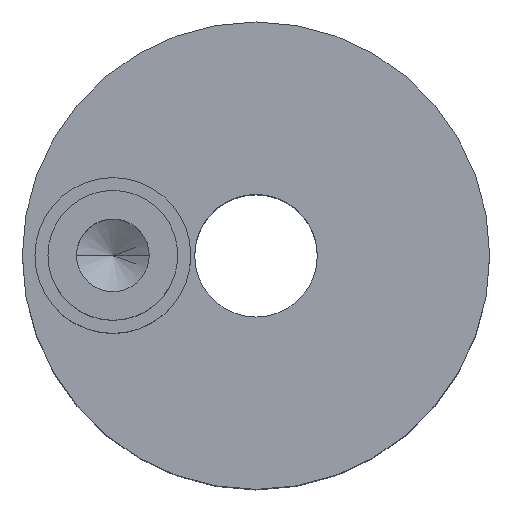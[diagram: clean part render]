
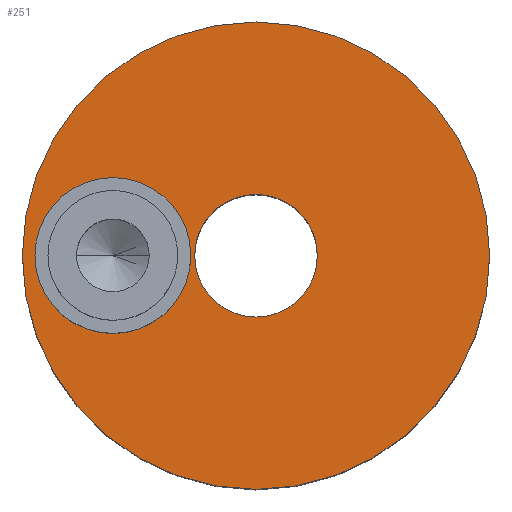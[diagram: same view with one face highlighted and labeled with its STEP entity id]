
A CAD part, top view. The second image highlights one B-rep face of the part: STEP entity #251.
In plain terms, the highlighted planar face has unit normal (0, 0, 1).
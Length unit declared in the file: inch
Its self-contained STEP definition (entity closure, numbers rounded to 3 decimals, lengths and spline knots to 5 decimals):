
#15 = CARTESIAN_POINT ( 'NONE',  ( 0.225, 0., 0.33031 ) ) ;
#29 = ORIENTED_EDGE ( 'NONE', *, *, #440, .F. ) ;
#30 = AXIS2_PLACEMENT_3D ( 'NONE', #35, #312, #212 ) ;
#31 = DIRECTION ( 'NONE',  ( 0., 0., 1. ) ) ;
#35 = CARTESIAN_POINT ( 'NONE',  ( -0.1378, 0., 0.33031 ) ) ;
#36 = EDGE_LOOP ( 'NONE', ( #455, #214 ) ) ;
#50 = DIRECTION ( 'NONE',  ( 1., 0., 0. ) ) ;
#51 = CARTESIAN_POINT ( 'NONE',  ( 0., 0., 0.33031 ) ) ;
#59 = CARTESIAN_POINT ( 'NONE',  ( -0.0628, 0., 0.33031 ) ) ;
#63 = EDGE_CURVE ( 'NONE', #67, #180, #106, .T. ) ;
#65 = ORIENTED_EDGE ( 'NONE', *, *, #325, .F. ) ;
#67 = VERTEX_POINT ( 'NONE', #83 ) ;
#72 = DIRECTION ( 'NONE',  ( 0., 0., 1. ) ) ;
#83 = CARTESIAN_POINT ( 'NONE',  ( 0.05906, 0., 0.33031 ) ) ;
#92 = DIRECTION ( 'NONE',  ( 0., 0., 1. ) ) ;
#98 = AXIS2_PLACEMENT_3D ( 'NONE', #460, #31, #101 ) ;
#99 = DIRECTION ( 'NONE',  ( 1., 0., 0. ) ) ;
#101 = DIRECTION ( 'NONE',  ( 1., 0., 0. ) ) ;
#106 = CIRCLE ( 'NONE', #357, 0.05906 ) ;
#110 = EDGE_CURVE ( 'NONE', #247, #177, #311, .T. ) ;
#132 = CIRCLE ( 'NONE', #30, 0.075 ) ;
#147 = AXIS2_PLACEMENT_3D ( 'NONE', #422, #351, #319 ) ;
#154 = DIRECTION ( 'NONE',  ( 1., 0., 0. ) ) ;
#177 = VERTEX_POINT ( 'NONE', #258 ) ;
#179 = AXIS2_PLACEMENT_3D ( 'NONE', #420, #92, #154 ) ;
#180 = VERTEX_POINT ( 'NONE', #384 ) ;
#201 = VERTEX_POINT ( 'NONE', #59 ) ;
#205 = CARTESIAN_POINT ( 'NONE',  ( 0., 0., 0.33031 ) ) ;
#212 = DIRECTION ( 'NONE',  ( 1., 0., 0. ) ) ;
#214 = ORIENTED_EDGE ( 'NONE', *, *, #63, .F. ) ;
#220 = CARTESIAN_POINT ( 'NONE',  ( 0., 0., 0.33031 ) ) ;
#223 = CIRCLE ( 'NONE', #283, 0.225 ) ;
#228 = FACE_BOUND ( 'NONE', #36, .T. ) ;
#247 = VERTEX_POINT ( 'NONE', #15 ) ;
#251 = ADVANCED_FACE ( 'NONE', ( #228, #267, #450 ), #260, .T. ) ;
#258 = CARTESIAN_POINT ( 'NONE',  ( -0.225, 0., 0.33031 ) ) ;
#260 = PLANE ( 'NONE',  #179 ) ;
#267 = FACE_BOUND ( 'NONE', #390, .T. ) ;
#283 = AXIS2_PLACEMENT_3D ( 'NONE', #205, #72, #99 ) ;
#289 = DIRECTION ( 'NONE',  ( 1., 0., 0. ) ) ;
#291 = AXIS2_PLACEMENT_3D ( 'NONE', #220, #371, #289 ) ;
#311 = CIRCLE ( 'NONE', #291, 0.225 ) ;
#312 = DIRECTION ( 'NONE',  ( 0., 0., 1. ) ) ;
#319 = DIRECTION ( 'NONE',  ( 1., 0., 0. ) ) ;
#320 = ORIENTED_EDGE ( 'NONE', *, *, #425, .T. ) ;
#323 = ORIENTED_EDGE ( 'NONE', *, *, #110, .T. ) ;
#325 = EDGE_CURVE ( 'NONE', #201, #338, #373, .T. ) ;
#338 = VERTEX_POINT ( 'NONE', #428 ) ;
#351 = DIRECTION ( 'NONE',  ( 0., 0., 1. ) ) ;
#357 = AXIS2_PLACEMENT_3D ( 'NONE', #51, #374, #50 ) ;
#358 = CIRCLE ( 'NONE', #147, 0.05906 ) ;
#371 = DIRECTION ( 'NONE',  ( 0., 0., 1. ) ) ;
#373 = CIRCLE ( 'NONE', #98, 0.075 ) ;
#374 = DIRECTION ( 'NONE',  ( 0., 0., 1. ) ) ;
#384 = CARTESIAN_POINT ( 'NONE',  ( -0.05906, 0., 0.33031 ) ) ;
#390 = EDGE_LOOP ( 'NONE', ( #29, #65 ) ) ;
#393 = EDGE_CURVE ( 'NONE', #180, #67, #358, .T. ) ;
#420 = CARTESIAN_POINT ( 'NONE',  ( 0., 0., 0.33031 ) ) ;
#422 = CARTESIAN_POINT ( 'NONE',  ( 0., 0., 0.33031 ) ) ;
#425 = EDGE_CURVE ( 'NONE', #177, #247, #223, .T. ) ;
#428 = CARTESIAN_POINT ( 'NONE',  ( -0.2128, 0., 0.33031 ) ) ;
#440 = EDGE_CURVE ( 'NONE', #338, #201, #132, .T. ) ;
#450 = FACE_OUTER_BOUND ( 'NONE', #463, .T. ) ;
#455 = ORIENTED_EDGE ( 'NONE', *, *, #393, .F. ) ;
#460 = CARTESIAN_POINT ( 'NONE',  ( -0.1378, 0., 0.33031 ) ) ;
#463 = EDGE_LOOP ( 'NONE', ( #320, #323 ) ) ;
